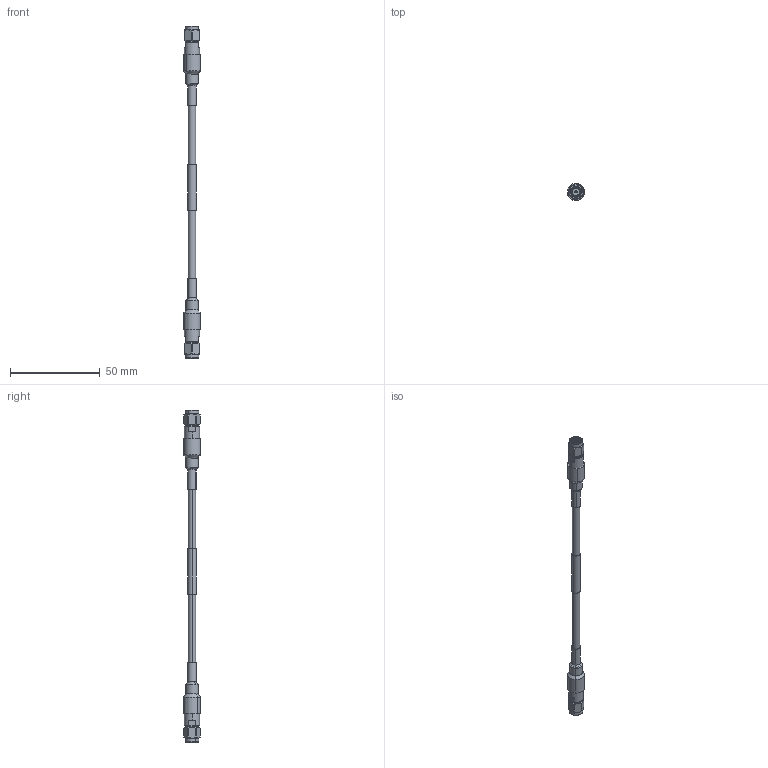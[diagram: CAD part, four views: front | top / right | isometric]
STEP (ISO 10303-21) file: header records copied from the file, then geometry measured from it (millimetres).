
FILE_DESCRIPTION (( 'STEP AP214' ), '1' );
FILE_NAME ('FMC0202914_3D.step', '2025-03-07T00:13:47', ( '' ), ( '' ), 'SwSTEP 2.0', 'SolidWorks 2022', '' );
FILE_SCHEMA (( 'AUTOMOTIVE_DESIGN' ));
Length unit declared in the file: inch
Products named in the file (4): Coax Cable_FM160FLEX_PE-P160; Heat Shrink_FM160FLEX; FMC0202914_3D; FMCN1465_2
Assembly tree (5 placements, depth 2):
  FMC0202914_3D
    Coax Cable_FM160FLEX_PE-P160
    FMCN1465_2  x2
    Heat Shrink_FM160FLEX  x2
Bounding box: 9.48 x 9.48 x 185.25 mm (x, y, z)
Volume: 6792.5 mm3; surface area: 5610.8 mm2
Topology: 5 solids, 5 shells, 246 faces, 592 edges, 374 vertices
Faces by surface type: cylinder 112, plane 62, cone 54, bspline 18
Entity records: 5393 total; most frequent: CARTESIAN_POINT 2308, ORIENTED_EDGE 606, DIRECTION 597, EDGE_CURVE 303, AXIS2_PLACEMENT_3D 247, VERTEX_POINT 193, EDGE_LOOP 140, ADVANCED_FACE 128
